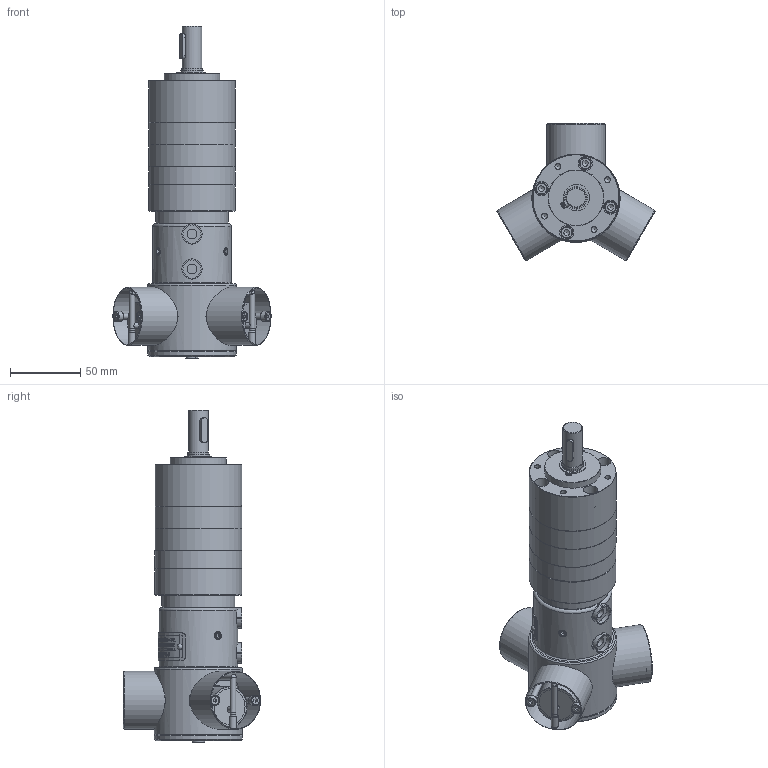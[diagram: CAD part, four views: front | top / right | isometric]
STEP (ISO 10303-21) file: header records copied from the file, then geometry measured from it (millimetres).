
FILE_DESCRIPTION(/* description */ (''),/* implementation_level */ '2;1');
FILE_NAME(/* name */ '971.15.03.stp',/* time_stamp */ '2022-06-13T15:48:16+01:00',/* author */ ('Michael.Drake'),/* organization */ (''),/* preprocessor_version */ 'ST-DEVELOPER v18.1',/* originating_system */ 'Autodesk Inventor 2022',/* authorisation */ '');
FILE_SCHEMA (('AUTOMOTIVE_DESIGN { 1 0 10303 214 3 1 1 }'));
Products named in the file (1): Part34
Bounding box: 112.91 x 97.97 x 237.1 mm (x, y, z)
Volume: 614501.1 mm3; surface area: 197994.4 mm2
Topology: 70 solids, 71 shells, 2448 faces, 6289 edges, 4123 vertices
Faces by surface type: plane 1029, bspline 648, cylinder 476, cone 179, torus 95, sphere 21
Full cylindrical faces by diameter (mm): 1.143 x2, 2 x3, 2.2 x2, 2.4 x2, 3 x2, 3.242 x12, 4 x18, 4.1 x9, 4.134 x17, 4.2 x11, 4.5 x6, 4.917 x3, 5 x12, 5.3 x9, 5.5 x4, 6 x5, 6.5 x3, 7 x17, 7.5 x6, 7.8 x3, 8 x1, 8.5 x5, 8.52 x2, 8.566 x4, 9 x4, 10 x6, 11.96 x1, 11.996 x1, 12 x5, 12.48 x2
Entity records: 95887 total; most frequent: CARTESIAN_POINT 37339, ORIENTED_EDGE 12394, DIRECTION 9918, EDGE_CURVE 6197, VERTEX_POINT 4123, AXIS2_PLACEMENT_3D 3594, EDGE_LOOP 2870, LINE 2730
